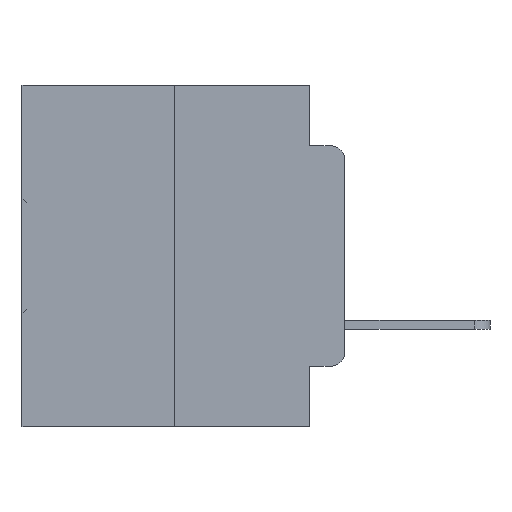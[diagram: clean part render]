
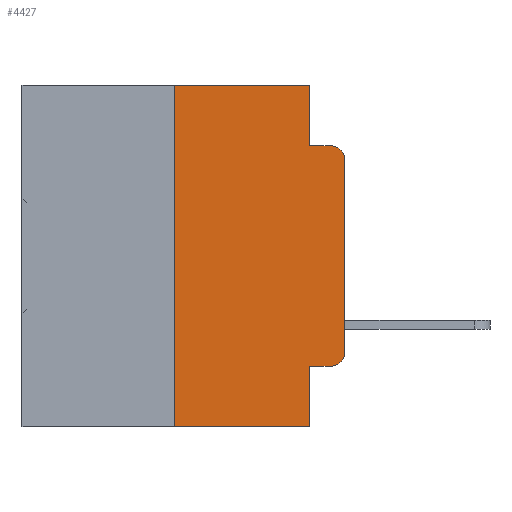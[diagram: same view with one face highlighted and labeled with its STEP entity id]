
A CAD part, left-side view. The second image highlights one B-rep face of the part: STEP entity #4427.
In plain terms, the highlighted planar face has unit normal (-1, 0, 0).
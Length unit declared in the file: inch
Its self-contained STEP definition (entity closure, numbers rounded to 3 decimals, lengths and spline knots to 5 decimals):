
#149 = ORIENTED_EDGE ( 'NONE', *, *, #25648, .T. ) ;
#403 = EDGE_CURVE ( 'NONE', #26005, #12420, #6752, .T. ) ;
#652 = ORIENTED_EDGE ( 'NONE', *, *, #25686, .F. ) ;
#876 = CARTESIAN_POINT ( 'NONE',  ( 0., 0.051, 0. ) ) ;
#1031 = EDGE_CURVE ( 'NONE', #30851, #33539, #9259, .T. ) ;
#1070 = LINE ( 'NONE', #2460, #33036 ) ;
#1917 = VERTEX_POINT ( 'NONE', #13694 ) ;
#2163 = DIRECTION ( 'NONE',  ( 0., 0., -1. ) ) ;
#2460 = CARTESIAN_POINT ( 'NONE',  ( 0., 0.051, -0.4115 ) ) ;
#2518 = CARTESIAN_POINT ( 'NONE',  ( 0., 0.051, -0.0885 ) ) ;
#3523 = AXIS2_PLACEMENT_3D ( 'NONE', #28399, #13234, #30840 ) ;
#3562 = CARTESIAN_POINT ( 'NONE',  ( 0., 0.25, -0.5 ) ) ;
#4427 = ADVANCED_FACE ( 'NONE', ( #29088 ), #10358, .F. ) ;
#4723 = CARTESIAN_POINT ( 'NONE',  ( 0., 0.051, -0.4115 ) ) ;
#4887 = LINE ( 'NONE', #876, #30772 ) ;
#5143 = LINE ( 'NONE', #30176, #33162 ) ;
#5299 = VECTOR ( 'NONE', #19094, 39.37008 ) ;
#5322 = CIRCLE ( 'NONE', #3523, 0.02 ) ;
#6635 = EDGE_CURVE ( 'NONE', #12106, #30851, #4887, .T. ) ;
#6752 = CIRCLE ( 'NONE', #14572, 0.02 ) ;
#7616 = CARTESIAN_POINT ( 'NONE',  ( 0., 0.473, 0. ) ) ;
#8008 = DIRECTION ( 'NONE',  ( 0., -1., 0. ) ) ;
#8262 = CARTESIAN_POINT ( 'NONE',  ( 0., 0.02, -0.4115 ) ) ;
#8406 = VECTOR ( 'NONE', #9056, 39.37008 ) ;
#9056 = DIRECTION ( 'NONE',  ( 0., -1., 0. ) ) ;
#9068 = EDGE_CURVE ( 'NONE', #13283, #26005, #1070, .T. ) ;
#9259 = LINE ( 'NONE', #2518, #8406 ) ;
#9811 = ORIENTED_EDGE ( 'NONE', *, *, #28966, .F. ) ;
#10358 = PLANE ( 'NONE',  #31594 ) ;
#10378 = VECTOR ( 'NONE', #25441, 39.37008 ) ;
#10580 = EDGE_CURVE ( 'NONE', #18002, #12106, #27291, .T. ) ;
#11038 = CARTESIAN_POINT ( 'NONE',  ( 0., 0., 0. ) ) ;
#11416 = VECTOR ( 'NONE', #13921, 39.37008 ) ;
#12106 = VERTEX_POINT ( 'NONE', #14935 ) ;
#12361 = DIRECTION ( 'NONE',  ( 0., 0., 1. ) ) ;
#12420 = VERTEX_POINT ( 'NONE', #21283 ) ;
#12588 = CARTESIAN_POINT ( 'NONE',  ( 0., 0.473, 0. ) ) ;
#13069 = EDGE_LOOP ( 'NONE', ( #149, #23258, #26332, #24805, #27109, #652, #16334, #9811, #22120, #14048 ) ) ;
#13234 = DIRECTION ( 'NONE',  ( -1., 0., 0. ) ) ;
#13283 = VERTEX_POINT ( 'NONE', #4723 ) ;
#13694 = CARTESIAN_POINT ( 'NONE',  ( 0., 0.051, -0.5 ) ) ;
#13773 = CARTESIAN_POINT ( 'NONE',  ( 0., 0.051, 0. ) ) ;
#13921 = DIRECTION ( 'NONE',  ( 0., -1., 0. ) ) ;
#14048 = ORIENTED_EDGE ( 'NONE', *, *, #403, .T. ) ;
#14531 = VERTEX_POINT ( 'NONE', #28629 ) ;
#14572 = AXIS2_PLACEMENT_3D ( 'NONE', #23952, #16955, #27296 ) ;
#14935 = CARTESIAN_POINT ( 'NONE',  ( 0., 0.051, 0. ) ) ;
#16334 = ORIENTED_EDGE ( 'NONE', *, *, #17060, .T. ) ;
#16955 = DIRECTION ( 'NONE',  ( -1., 0., 0. ) ) ;
#17060 = EDGE_CURVE ( 'NONE', #27429, #1917, #24296, .T. ) ;
#18002 = VERTEX_POINT ( 'NONE', #20375 ) ;
#18469 = DIRECTION ( 'NONE',  ( 1., 0., 0. ) ) ;
#18774 = CARTESIAN_POINT ( 'NONE',  ( 0., 0.051, -0.0885 ) ) ;
#18842 = EDGE_CURVE ( 'NONE', #14531, #33539, #5322, .T. ) ;
#19094 = DIRECTION ( 'NONE',  ( 0., 0., -1. ) ) ;
#19867 = DIRECTION ( 'NONE',  ( 0., 0., -1. ) ) ;
#20277 = LINE ( 'NONE', #11038, #26041 ) ;
#20375 = CARTESIAN_POINT ( 'NONE',  ( 0., 0.25, 0. ) ) ;
#21283 = CARTESIAN_POINT ( 'NONE',  ( 0., 0., -0.3915 ) ) ;
#22120 = ORIENTED_EDGE ( 'NONE', *, *, #9068, .T. ) ;
#23258 = ORIENTED_EDGE ( 'NONE', *, *, #18842, .T. ) ;
#23952 = CARTESIAN_POINT ( 'NONE',  ( 0., 0.02, -0.3915 ) ) ;
#24296 = LINE ( 'NONE', #31446, #11416 ) ;
#24805 = ORIENTED_EDGE ( 'NONE', *, *, #6635, .F. ) ;
#25441 = DIRECTION ( 'NONE',  ( 0., -1., 0. ) ) ;
#25648 = EDGE_CURVE ( 'NONE', #12420, #14531, #20277, .T. ) ;
#25686 = EDGE_CURVE ( 'NONE', #27429, #18002, #5143, .T. ) ;
#26005 = VERTEX_POINT ( 'NONE', #8262 ) ;
#26041 = VECTOR ( 'NONE', #12361, 39.37008 ) ;
#26185 = LINE ( 'NONE', #13773, #5299 ) ;
#26332 = ORIENTED_EDGE ( 'NONE', *, *, #1031, .F. ) ;
#27109 = ORIENTED_EDGE ( 'NONE', *, *, #10580, .F. ) ;
#27291 = LINE ( 'NONE', #12588, #10378 ) ;
#27296 = DIRECTION ( 'NONE',  ( 0., 0., -1. ) ) ;
#27429 = VERTEX_POINT ( 'NONE', #3562 ) ;
#28399 = CARTESIAN_POINT ( 'NONE',  ( 0., 0.02, -0.1085 ) ) ;
#28629 = CARTESIAN_POINT ( 'NONE',  ( 0., 0., -0.1085 ) ) ;
#28966 = EDGE_CURVE ( 'NONE', #13283, #1917, #26185, .T. ) ;
#29088 = FACE_OUTER_BOUND ( 'NONE', #13069, .T. ) ;
#30176 = CARTESIAN_POINT ( 'NONE',  ( 0., 0.25, 0. ) ) ;
#30772 = VECTOR ( 'NONE', #19867, 39.37008 ) ;
#30840 = DIRECTION ( 'NONE',  ( 0., 0., -1. ) ) ;
#30851 = VERTEX_POINT ( 'NONE', #18774 ) ;
#31158 = CARTESIAN_POINT ( 'NONE',  ( 0., 0.02, -0.0885 ) ) ;
#31446 = CARTESIAN_POINT ( 'NONE',  ( 0., 0.473, -0.5 ) ) ;
#31594 = AXIS2_PLACEMENT_3D ( 'NONE', #7616, #18469, #2163 ) ;
#32533 = DIRECTION ( 'NONE',  ( 0., 0., 1. ) ) ;
#33036 = VECTOR ( 'NONE', #8008, 39.37008 ) ;
#33162 = VECTOR ( 'NONE', #32533, 39.37008 ) ;
#33539 = VERTEX_POINT ( 'NONE', #31158 ) ;
